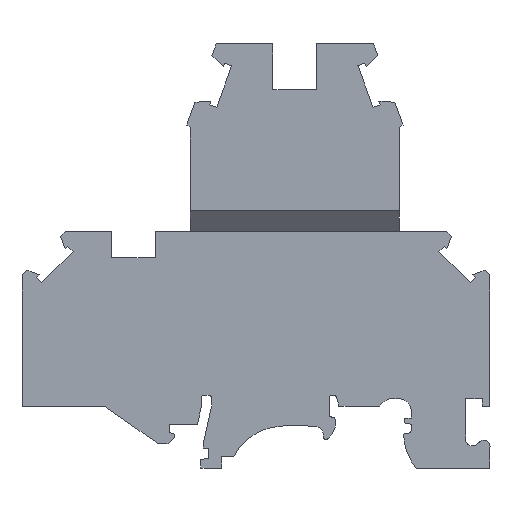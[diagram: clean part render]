
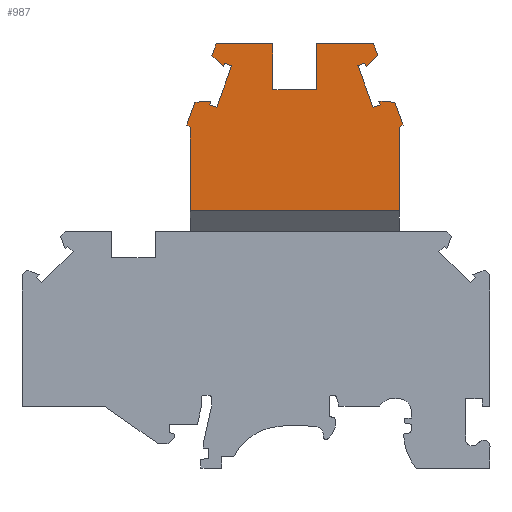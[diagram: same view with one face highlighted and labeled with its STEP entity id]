
A CAD part, left-side view. The second image highlights one B-rep face of the part: STEP entity #987.
In plain terms, the highlighted planar face has unit normal (-1, 0, 0).
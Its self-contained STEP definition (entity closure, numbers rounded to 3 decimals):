
#730=CARTESIAN_POINT('',(0.,43.,36.95));
#731=VERTEX_POINT('',#730);
#748=CARTESIAN_POINT('',(0.,13.,36.95));
#749=VERTEX_POINT('',#748);
#756=CARTESIAN_POINT('',(0.,13.,36.95));
#757=DIRECTION('',(0.,1.,0.));
#758=VECTOR('',#757,30.);
#759=LINE('',#756,#758);
#760=EDGE_CURVE('',#749,#731,#759,.T.);
#765=CARTESIAN_POINT('',(0.,28.,48.925));
#766=DIRECTION('',(0.,1.,0.));
#767=DIRECTION('',(-1.,0.,0.));
#768=AXIS2_PLACEMENT_3D('',#765,#767,#766);
#769=PLANE('',#768);
#770=ORIENTED_EDGE('',*,*,#760,.F.);
#771=CARTESIAN_POINT('',(0.,13.,48.831));
#772=VERTEX_POINT('',#771);
#773=CARTESIAN_POINT('',(0.,13.,36.95));
#774=DIRECTION('',(0.,0.,1.));
#775=VECTOR('',#774,11.881);
#776=LINE('',#773,#775);
#777=EDGE_CURVE('',#749,#772,#776,.T.);
#778=ORIENTED_EDGE('E89',*,*,#777,.T.);
#779=CARTESIAN_POINT('',(0.,12.472,49.246));
#780=VERTEX_POINT('',#779);
#781=CARTESIAN_POINT('',(0.,13.,48.831));
#782=DIRECTION('',(0.,-0.787,0.617));
#783=VECTOR('',#782,0.672);
#784=LINE('',#781,#783);
#785=EDGE_CURVE('',#772,#780,#784,.T.);
#786=ORIENTED_EDGE('E90',*,*,#785,.T.);
#787=CARTESIAN_POINT('',(0.,13.659,52.508));
#788=VERTEX_POINT('',#787);
#789=CARTESIAN_POINT('',(0.,12.472,49.246));
#790=DIRECTION('',(0.,0.342,0.94));
#791=VECTOR('',#790,3.472);
#792=LINE('',#789,#791);
#793=EDGE_CURVE('',#780,#788,#792,.T.);
#794=ORIENTED_EDGE('E91',*,*,#793,.T.);
#795=CARTESIAN_POINT('',(0.,15.953,52.657));
#796=VERTEX_POINT('',#795);
#797=CARTESIAN_POINT('',(0.,13.659,52.508));
#798=DIRECTION('',(0.,0.998,0.065));
#799=VECTOR('',#798,2.299);
#800=LINE('',#797,#799);
#801=EDGE_CURVE('',#788,#796,#800,.T.);
#802=ORIENTED_EDGE('E92',*,*,#801,.T.);
#803=CARTESIAN_POINT('',(0.,15.773,52.161));
#804=VERTEX_POINT('',#803);
#805=CARTESIAN_POINT('',(0.,15.953,52.657));
#806=DIRECTION('',(0.,-0.342,-0.94));
#807=VECTOR('',#806,0.528);
#808=LINE('',#805,#807);
#809=EDGE_CURVE('',#796,#804,#808,.T.);
#810=ORIENTED_EDGE('E93',*,*,#809,.T.);
#811=CARTESIAN_POINT('',(0.,16.778,51.795));
#812=VERTEX_POINT('',#811);
#813=CARTESIAN_POINT('',(0.,15.773,52.161));
#814=DIRECTION('',(0.,0.94,-0.342));
#815=VECTOR('',#814,1.07);
#816=LINE('',#813,#815);
#817=EDGE_CURVE('',#804,#812,#816,.T.);
#818=ORIENTED_EDGE('E94',*,*,#817,.T.);
#819=CARTESIAN_POINT('',(0.,18.942,57.739));
#820=VERTEX_POINT('',#819);
#821=CARTESIAN_POINT('',(0.,16.778,51.795));
#822=DIRECTION('',(0.,0.342,0.94));
#823=VECTOR('',#822,6.325);
#824=LINE('',#821,#823);
#825=EDGE_CURVE('',#812,#820,#824,.T.);
#826=ORIENTED_EDGE('E95',*,*,#825,.T.);
#827=CARTESIAN_POINT('',(0.,17.936,58.105));
#828=VERTEX_POINT('',#827);
#829=CARTESIAN_POINT('',(0.,18.942,57.739));
#830=DIRECTION('',(0.,-0.94,0.342));
#831=VECTOR('',#830,1.07);
#832=LINE('',#829,#831);
#833=EDGE_CURVE('',#820,#828,#832,.T.);
#834=ORIENTED_EDGE('E96',*,*,#833,.T.);
#835=CARTESIAN_POINT('',(0.,17.756,57.609));
#836=VERTEX_POINT('',#835);
#837=CARTESIAN_POINT('',(0.,17.936,58.105));
#838=DIRECTION('',(0.,-0.342,-0.94));
#839=VECTOR('',#838,0.528);
#840=LINE('',#837,#839);
#841=EDGE_CURVE('',#828,#836,#840,.T.);
#842=ORIENTED_EDGE('E97',*,*,#841,.T.);
#843=CARTESIAN_POINT('',(0.,16.094,59.198));
#844=VERTEX_POINT('',#843);
#845=CARTESIAN_POINT('',(0.,17.756,57.609));
#846=DIRECTION('',(0.,-0.723,0.691));
#847=VECTOR('',#846,2.299);
#848=LINE('',#845,#847);
#849=EDGE_CURVE('',#836,#844,#848,.T.);
#850=ORIENTED_EDGE('E98',*,*,#849,.T.);
#851=CARTESIAN_POINT('',(0.,16.713,60.9));
#852=VERTEX_POINT('',#851);
#853=CARTESIAN_POINT('',(0.,16.094,59.198));
#854=DIRECTION('',(0.,0.342,0.94));
#855=VECTOR('',#854,1.811);
#856=LINE('',#853,#855);
#857=EDGE_CURVE('',#844,#852,#856,.T.);
#858=ORIENTED_EDGE('E99',*,*,#857,.T.);
#859=CARTESIAN_POINT('',(0.,24.85,60.9));
#860=VERTEX_POINT('',#859);
#861=CARTESIAN_POINT('',(0.,16.713,60.9));
#862=DIRECTION('',(0.,1.,0.));
#863=VECTOR('',#862,8.137);
#864=LINE('',#861,#863);
#865=EDGE_CURVE('',#852,#860,#864,.T.);
#866=ORIENTED_EDGE('E100',*,*,#865,.T.);
#867=CARTESIAN_POINT('',(0.,24.85,54.3));
#868=VERTEX_POINT('',#867);
#869=CARTESIAN_POINT('',(0.,24.85,60.9));
#870=DIRECTION('',(0.,0.,-1.));
#871=VECTOR('',#870,6.6);
#872=LINE('',#869,#871);
#873=EDGE_CURVE('',#860,#868,#872,.T.);
#874=ORIENTED_EDGE('E101',*,*,#873,.T.);
#875=CARTESIAN_POINT('',(0.,31.15,54.3));
#876=VERTEX_POINT('',#875);
#877=CARTESIAN_POINT('',(0.,24.85,54.3));
#878=DIRECTION('',(0.,1.,0.));
#879=VECTOR('',#878,6.3);
#880=LINE('',#877,#879);
#881=EDGE_CURVE('',#868,#876,#880,.T.);
#882=ORIENTED_EDGE('E102',*,*,#881,.T.);
#883=CARTESIAN_POINT('',(0.,31.15,60.9));
#884=VERTEX_POINT('',#883);
#885=CARTESIAN_POINT('',(0.,31.15,54.3));
#886=DIRECTION('',(0.,0.,1.));
#887=VECTOR('',#886,6.6);
#888=LINE('',#885,#887);
#889=EDGE_CURVE('',#876,#884,#888,.T.);
#890=ORIENTED_EDGE('E103',*,*,#889,.T.);
#891=CARTESIAN_POINT('',(0.,39.287,60.9));
#892=VERTEX_POINT('',#891);
#893=CARTESIAN_POINT('',(0.,31.15,60.9));
#894=DIRECTION('',(0.,1.,0.));
#895=VECTOR('',#894,8.137);
#896=LINE('',#893,#895);
#897=EDGE_CURVE('',#884,#892,#896,.T.);
#898=ORIENTED_EDGE('E104',*,*,#897,.T.);
#899=CARTESIAN_POINT('',(0.,39.906,59.198));
#900=VERTEX_POINT('',#899);
#901=CARTESIAN_POINT('',(0.,39.287,60.9));
#902=DIRECTION('',(0.,0.342,-0.94));
#903=VECTOR('',#902,1.811);
#904=LINE('',#901,#903);
#905=EDGE_CURVE('',#892,#900,#904,.T.);
#906=ORIENTED_EDGE('E105',*,*,#905,.T.);
#907=CARTESIAN_POINT('',(0.,38.244,57.609));
#908=VERTEX_POINT('',#907);
#909=CARTESIAN_POINT('',(0.,39.906,59.198));
#910=DIRECTION('',(0.,-0.723,-0.691));
#911=VECTOR('',#910,2.299);
#912=LINE('',#909,#911);
#913=EDGE_CURVE('',#900,#908,#912,.T.);
#914=ORIENTED_EDGE('E106',*,*,#913,.T.);
#915=CARTESIAN_POINT('',(0.,38.064,58.105));
#916=VERTEX_POINT('',#915);
#917=CARTESIAN_POINT('',(0.,38.244,57.609));
#918=DIRECTION('',(0.,-0.342,0.94));
#919=VECTOR('',#918,0.528);
#920=LINE('',#917,#919);
#921=EDGE_CURVE('',#908,#916,#920,.T.);
#922=ORIENTED_EDGE('E107',*,*,#921,.T.);
#923=CARTESIAN_POINT('',(0.,37.058,57.739));
#924=VERTEX_POINT('',#923);
#925=CARTESIAN_POINT('',(0.,38.064,58.105));
#926=DIRECTION('',(0.,-0.94,-0.342));
#927=VECTOR('',#926,1.07);
#928=LINE('',#925,#927);
#929=EDGE_CURVE('',#916,#924,#928,.T.);
#930=ORIENTED_EDGE('E108',*,*,#929,.T.);
#931=CARTESIAN_POINT('',(0.,39.222,51.795));
#932=VERTEX_POINT('',#931);
#933=CARTESIAN_POINT('',(0.,37.058,57.739));
#934=DIRECTION('',(0.,0.342,-0.94));
#935=VECTOR('',#934,6.325);
#936=LINE('',#933,#935);
#937=EDGE_CURVE('',#924,#932,#936,.T.);
#938=ORIENTED_EDGE('E109',*,*,#937,.T.);
#939=CARTESIAN_POINT('',(0.,40.227,52.161));
#940=VERTEX_POINT('',#939);
#941=CARTESIAN_POINT('',(0.,39.222,51.795));
#942=DIRECTION('',(0.,0.94,0.342));
#943=VECTOR('',#942,1.07);
#944=LINE('',#941,#943);
#945=EDGE_CURVE('',#932,#940,#944,.T.);
#946=ORIENTED_EDGE('E110',*,*,#945,.T.);
#947=CARTESIAN_POINT('',(0.,40.047,52.657));
#948=VERTEX_POINT('',#947);
#949=CARTESIAN_POINT('',(0.,40.227,52.161));
#950=DIRECTION('',(0.,-0.342,0.94));
#951=VECTOR('',#950,0.528);
#952=LINE('',#949,#951);
#953=EDGE_CURVE('',#940,#948,#952,.T.);
#954=ORIENTED_EDGE('E111',*,*,#953,.T.);
#955=CARTESIAN_POINT('',(0.,42.341,52.508));
#956=VERTEX_POINT('',#955);
#957=CARTESIAN_POINT('',(0.,40.047,52.657));
#958=DIRECTION('',(0.,0.998,-0.065));
#959=VECTOR('',#958,2.299);
#960=LINE('',#957,#959);
#961=EDGE_CURVE('',#948,#956,#960,.T.);
#962=ORIENTED_EDGE('E112',*,*,#961,.T.);
#963=CARTESIAN_POINT('',(0.,43.528,49.246));
#964=VERTEX_POINT('',#963);
#965=CARTESIAN_POINT('',(0.,42.341,52.508));
#966=DIRECTION('',(0.,0.342,-0.94));
#967=VECTOR('',#966,3.472);
#968=LINE('',#965,#967);
#969=EDGE_CURVE('',#956,#964,#968,.T.);
#970=ORIENTED_EDGE('E113',*,*,#969,.T.);
#971=CARTESIAN_POINT('',(0.,43.,48.831));
#972=VERTEX_POINT('',#971);
#973=CARTESIAN_POINT('',(0.,43.528,49.246));
#974=DIRECTION('',(0.,-0.787,-0.617));
#975=VECTOR('',#974,0.672);
#976=LINE('',#973,#975);
#977=EDGE_CURVE('',#964,#972,#976,.T.);
#978=ORIENTED_EDGE('E114',*,*,#977,.T.);
#979=CARTESIAN_POINT('',(0.,43.,48.831));
#980=DIRECTION('',(0.,0.,-1.));
#981=VECTOR('',#980,11.881);
#982=LINE('',#979,#981);
#983=EDGE_CURVE('',#972,#731,#982,.T.);
#984=ORIENTED_EDGE('E115',*,*,#983,.T.);
#985=EDGE_LOOP('',(#770,#778,#786,#794,#802,#810,#818,#826,#834,#842,#850,#858,#866,#874,#882,#890,#898,#906,#914,#922,#930,#938,#946,#954,#962,#970,#978,#984));
#986=FACE_OUTER_BOUND('',#985,.T.);
#987=ADVANCED_FACE('F3',(#986),#769,.T.);
